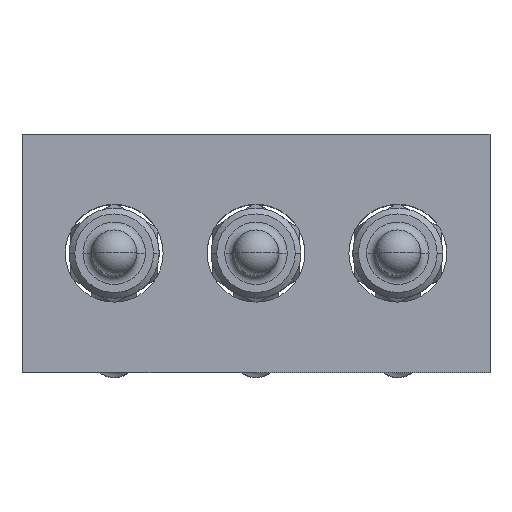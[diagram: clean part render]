
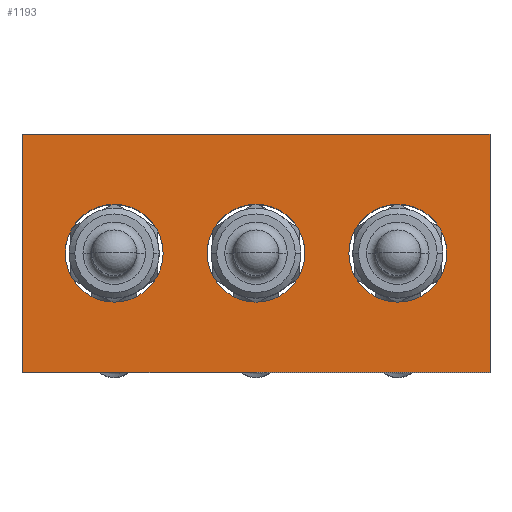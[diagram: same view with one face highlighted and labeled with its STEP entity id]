
A CAD part, top view. The second image highlights one B-rep face of the part: STEP entity #1193.
In plain terms, the highlighted face is planar.
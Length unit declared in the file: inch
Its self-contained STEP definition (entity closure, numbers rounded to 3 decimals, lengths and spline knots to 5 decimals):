
#28 = EDGE_CURVE ( 'NONE', #530, #462, #3545, .T. ) ;
#71 = CIRCLE ( 'NONE', #698, 0.01725 ) ;
#85 = DIRECTION ( 'NONE',  ( 0., 0., 1. ) ) ;
#111 = EDGE_CURVE ( 'NONE', #3327, #2161, #71, .T. ) ;
#124 = AXIS2_PLACEMENT_3D ( 'NONE', #2244, #3262, #272 ) ;
#132 = VECTOR ( 'NONE', #521, 39.37008 ) ;
#135 = ORIENTED_EDGE ( 'NONE', *, *, #695, .T. ) ;
#204 = VERTEX_POINT ( 'NONE', #1287 ) ;
#245 = DIRECTION ( 'NONE',  ( 0., 0., 1. ) ) ;
#272 = DIRECTION ( 'NONE',  ( 0., 0., 1. ) ) ;
#347 = VECTOR ( 'NONE', #816, 39.37008 ) ;
#383 = FACE_BOUND ( 'NONE', #1250, .T. ) ;
#426 = AXIS2_PLACEMENT_3D ( 'NONE', #1216, #1604, #2933 ) ;
#431 = EDGE_CURVE ( 'NONE', #204, #848, #1768, .T. ) ;
#462 = VERTEX_POINT ( 'NONE', #838 ) ;
#486 = EDGE_CURVE ( 'NONE', #2161, #3327, #3830, .T. ) ;
#521 = DIRECTION ( 'NONE',  ( -1., 0., 0. ) ) ;
#530 = VERTEX_POINT ( 'NONE', #1239 ) ;
#686 = EDGE_LOOP ( 'NONE', ( #2242, #2361 ) ) ;
#689 = PLANE ( 'NONE',  #3600 ) ;
#695 = EDGE_CURVE ( 'NONE', #848, #3981, #2065, .T. ) ;
#698 = AXIS2_PLACEMENT_3D ( 'NONE', #2586, #1244, #245 ) ;
#723 = CARTESIAN_POINT ( 'NONE',  ( 0.0325, 0., -0.05925 ) ) ;
#790 = EDGE_CURVE ( 'NONE', #3305, #204, #1784, .T. ) ;
#796 = CARTESIAN_POINT ( 'NONE',  ( 0.0325, 0., -0.02475 ) ) ;
#816 = DIRECTION ( 'NONE',  ( 0., 0., 1. ) ) ;
#823 = CIRCLE ( 'NONE', #124, 0.01725 ) ;
#838 = CARTESIAN_POINT ( 'NONE',  ( 0.1325, 0., -0.02475 ) ) ;
#848 = VERTEX_POINT ( 'NONE', #3158 ) ;
#912 = ORIENTED_EDGE ( 'NONE', *, *, #3925, .F. ) ;
#920 = DIRECTION ( 'NONE',  ( 0., 0., 1. ) ) ;
#997 = FACE_BOUND ( 'NONE', #3564, .T. ) ;
#1047 = CARTESIAN_POINT ( 'NONE',  ( 0.165, 0., -0.084 ) ) ;
#1068 = EDGE_CURVE ( 'NONE', #3981, #3305, #1278, .T. ) ;
#1083 = AXIS2_PLACEMENT_3D ( 'NONE', #3816, #2872, #920 ) ;
#1193 = ADVANCED_FACE ( 'NONE', ( #383, #997, #2662, #4007 ), #689, .T. ) ;
#1216 = CARTESIAN_POINT ( 'NONE',  ( 0.0825, 0., -0.042 ) ) ;
#1239 = CARTESIAN_POINT ( 'NONE',  ( 0.1325, 0., -0.05925 ) ) ;
#1244 = DIRECTION ( 'NONE',  ( 0., 1., 0. ) ) ;
#1250 = EDGE_LOOP ( 'NONE', ( #912, #2306 ) ) ;
#1274 = ORIENTED_EDGE ( 'NONE', *, *, #790, .T. ) ;
#1278 = LINE ( 'NONE', #2596, #3955 ) ;
#1287 = CARTESIAN_POINT ( 'NONE',  ( 0., 0., -0.084 ) ) ;
#1439 = CARTESIAN_POINT ( 'NONE',  ( 0., 0., -0.084 ) ) ;
#1532 = ORIENTED_EDGE ( 'NONE', *, *, #431, .T. ) ;
#1598 = VERTEX_POINT ( 'NONE', #796 ) ;
#1603 = ORIENTED_EDGE ( 'NONE', *, *, #486, .F. ) ;
#1604 = DIRECTION ( 'NONE',  ( 0., 1., 0. ) ) ;
#1636 = CARTESIAN_POINT ( 'NONE',  ( 0.165, 0., 0. ) ) ;
#1645 = CARTESIAN_POINT ( 'NONE',  ( 0., 0., 0. ) ) ;
#1768 = LINE ( 'NONE', #1439, #347 ) ;
#1784 = LINE ( 'NONE', #2738, #132 ) ;
#2013 = DIRECTION ( 'NONE',  ( 0., 0., 1. ) ) ;
#2042 = DIRECTION ( 'NONE',  ( 1., 0., 0. ) ) ;
#2045 = CARTESIAN_POINT ( 'NONE',  ( 0.0825, 0., -0.02475 ) ) ;
#2065 = LINE ( 'NONE', #1645, #2266 ) ;
#2148 = EDGE_LOOP ( 'NONE', ( #1532, #135, #3030, #1274 ) ) ;
#2161 = VERTEX_POINT ( 'NONE', #2205 ) ;
#2205 = CARTESIAN_POINT ( 'NONE',  ( 0.0825, 0., -0.05925 ) ) ;
#2242 = ORIENTED_EDGE ( 'NONE', *, *, #3909, .F. ) ;
#2244 = CARTESIAN_POINT ( 'NONE',  ( 0.0325, 0., -0.042 ) ) ;
#2266 = VECTOR ( 'NONE', #2042, 39.37008 ) ;
#2306 = ORIENTED_EDGE ( 'NONE', *, *, #28, .F. ) ;
#2361 = ORIENTED_EDGE ( 'NONE', *, *, #3084, .F. ) ;
#2538 = CIRCLE ( 'NONE', #3322, 0.01725 ) ;
#2586 = CARTESIAN_POINT ( 'NONE',  ( 0.0825, 0., -0.042 ) ) ;
#2596 = CARTESIAN_POINT ( 'NONE',  ( 0.165, 0., 0. ) ) ;
#2662 = FACE_BOUND ( 'NONE', #686, .T. ) ;
#2738 = CARTESIAN_POINT ( 'NONE',  ( 0.165, 0., -0.084 ) ) ;
#2872 = DIRECTION ( 'NONE',  ( 0., 1., 0. ) ) ;
#2933 = DIRECTION ( 'NONE',  ( 0., 0., 1. ) ) ;
#3011 = DIRECTION ( 'NONE',  ( 0., 1., 0. ) ) ;
#3030 = ORIENTED_EDGE ( 'NONE', *, *, #1068, .T. ) ;
#3084 = EDGE_CURVE ( 'NONE', #3326, #1598, #3103, .T. ) ;
#3103 = CIRCLE ( 'NONE', #1083, 0.01725 ) ;
#3150 = DIRECTION ( 'NONE',  ( 0., 0., 1. ) ) ;
#3158 = CARTESIAN_POINT ( 'NONE',  ( 0., 0., 0. ) ) ;
#3192 = CARTESIAN_POINT ( 'NONE',  ( 0.1325, 0., -0.042 ) ) ;
#3262 = DIRECTION ( 'NONE',  ( 0., 1., 0. ) ) ;
#3305 = VERTEX_POINT ( 'NONE', #1047 ) ;
#3322 = AXIS2_PLACEMENT_3D ( 'NONE', #4279, #3011, #2013 ) ;
#3326 = VERTEX_POINT ( 'NONE', #723 ) ;
#3327 = VERTEX_POINT ( 'NONE', #2045 ) ;
#3351 = CARTESIAN_POINT ( 'NONE',  ( 0., 0., 0. ) ) ;
#3486 = AXIS2_PLACEMENT_3D ( 'NONE', #3192, #3864, #3150 ) ;
#3545 = CIRCLE ( 'NONE', #3486, 0.01725 ) ;
#3564 = EDGE_LOOP ( 'NONE', ( #3603, #1603 ) ) ;
#3600 = AXIS2_PLACEMENT_3D ( 'NONE', #3351, #4032, #85 ) ;
#3603 = ORIENTED_EDGE ( 'NONE', *, *, #111, .F. ) ;
#3816 = CARTESIAN_POINT ( 'NONE',  ( 0.0325, 0., -0.042 ) ) ;
#3830 = CIRCLE ( 'NONE', #426, 0.01725 ) ;
#3864 = DIRECTION ( 'NONE',  ( 0., 1., 0. ) ) ;
#3909 = EDGE_CURVE ( 'NONE', #1598, #3326, #823, .T. ) ;
#3925 = EDGE_CURVE ( 'NONE', #462, #530, #2538, .T. ) ;
#3955 = VECTOR ( 'NONE', #3965, 39.37008 ) ;
#3965 = DIRECTION ( 'NONE',  ( 0., 0., -1. ) ) ;
#3981 = VERTEX_POINT ( 'NONE', #1636 ) ;
#4007 = FACE_OUTER_BOUND ( 'NONE', #2148, .T. ) ;
#4032 = DIRECTION ( 'NONE',  ( 0., 1., 0. ) ) ;
#4279 = CARTESIAN_POINT ( 'NONE',  ( 0.1325, 0., -0.042 ) ) ;
